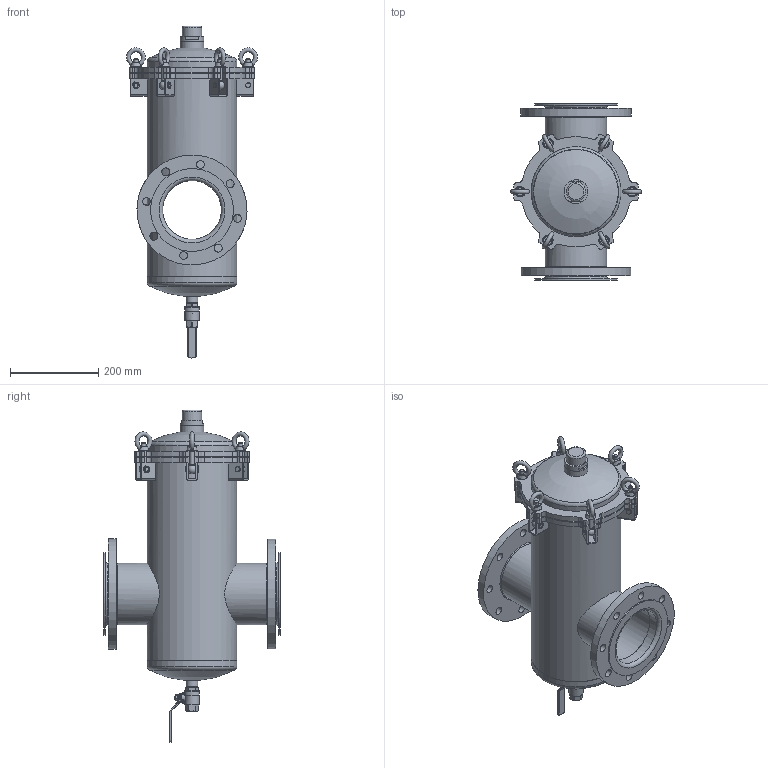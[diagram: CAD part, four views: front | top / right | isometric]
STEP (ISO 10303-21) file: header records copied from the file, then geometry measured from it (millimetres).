
FILE_DESCRIPTION(/* description */ ('Unknown'),/* implementation_level */ '2;1');
FILE_NAME(/* name */ 'RD21DN125 STP',/* time_stamp */ '2021-04-08T18:05:07+02:00',/* author */ ('Unknown'),/* organization */ ('Unknown'),/* preprocessor_version */ 'ST-DEVELOPER v16.7',/* originating_system */ 'Solid Edge',/* authorisation */ 'Unknown');
FILE_SCHEMA (('AUTOMOTIVE_DESIGN {1 0 10303 214 3 1 1}'));
Length unit declared in the file: millimetre
Products named in the file (23): RD21DN125 STP; 5-004-1; 5-007-1; LEMOVY KROUZEK DN125; 5-010-1; MUFNA G 1_2 HALF; PRIRUBA TOCIVA  DN 125; 5-001-1; 5-027-1; 1-021-1; KROUZEK POJISTNY  A9 DIN471; ŠROUB S OKEM M10X60 DIN 444B A2; O KROUZEK 208,92X6,99 NBR 70 Sha; 5-002-1; MATICE M10 S OKEM DIN 582 A2 ; 5-011-1; 1-016-1; 1-018-1; O KROUZEK 38X4 NBR 70 Sha; 1-020-1; BALL VALVE 1_2  MF; BALL VALVE MF G1_2 MF PART1; BALL VALVE MF G1_2 MF PART2
Assembly tree (50 placements, depth 3):
  RD21DN125 STP
    5-004-1
    5-007-1  x2
    LEMOVY KROUZEK DN125  x2
    5-010-1
    MUFNA G 1_2 HALF
    PRIRUBA TOCIVA  DN 125  x2
    5-001-1
    5-027-1  x6
    1-021-1  x6
    KROUZEK POJISTNY  A9 DIN471  x6
    ŠROUB S OKEM M10X60 DIN 444B A2  x6
    O KROUZEK 208,92X6,99 NBR 70 Sha
    5-002-1
    MATICE M10 S OKEM DIN 582 A2   x6
    5-011-1
    1-016-1
    1-018-1
    O KROUZEK 38X4 NBR 70 Sha
    1-020-1
    BALL VALVE 1_2  MF
      BALL VALVE MF G1_2 MF PART1
      BALL VALVE MF G1_2 MF PART2
Bounding box: 297.5 x 400 x 753.6 mm (x, y, z)
Volume: 2900311.4 mm3; surface area: 1421275 mm2
Topology: 49 solids, 49 shells, 906 faces, 2301 edges, 1521 vertices
Faces by surface type: cylinder 386, plane 378, cone 80, torus 39, bspline 12, sphere 11
Full cylindrical faces by diameter (mm): 1.47 x12, 7 x1, 7.5 x1, 8 x1, 8.376 x6, 9 x6, 10 x24, 10.5 x6, 11 x13, 12 x7, 15 x3, 18 x16, 18.631 x2, 20.955 x1, 26 x2, 26.5 x1, 30 x1, 30.291 x1, 31 x1, 32.5 x1, 33.2 x1, 33.249 x1, 34 x1, 35 x1, 36.376 x1, 38 x3, 39.2 x1, 44 x1, 46 x1, 47 x1
Entity records: 20973 total; most frequent: CARTESIAN_POINT 6875, DIRECTION 2721, ORIENTED_EDGE 2334, EDGE_CURVE 1167, AXIS2_PLACEMENT_3D 1092, VERTEX_POINT 833, EDGE_LOOP 752, FACE_BOUND 752
